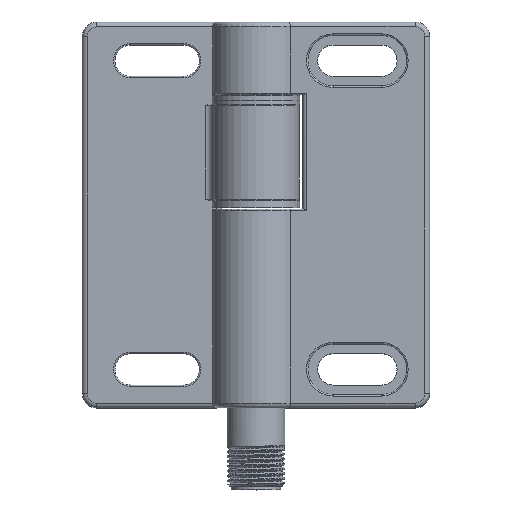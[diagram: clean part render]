
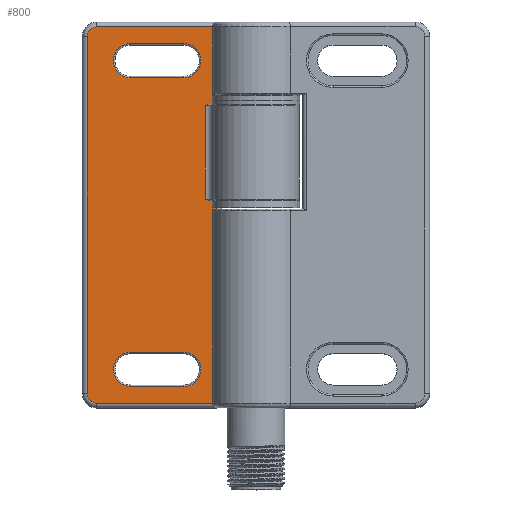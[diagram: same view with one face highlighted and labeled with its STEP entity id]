
A CAD part, top view. The second image highlights one B-rep face of the part: STEP entity #800.
In plain terms, the highlighted planar face has unit normal (0, 0, 1).
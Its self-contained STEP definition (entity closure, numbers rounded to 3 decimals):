
#92=CARTESIAN_POINT('',(10.,72.,4.45));
#93=DIRECTION('',(0.,0.,-1.));
#94=DIRECTION('',(0.,-1.,0.));
#95=AXIS2_PLACEMENT_3D('',#92,#93,#94);
#97=DIRECTION('',(-1.,0.,0.));
#98=VECTOR('',#97,11.);
#99=CARTESIAN_POINT('',(21.,68.45,4.45));
#100=LINE('',#99,#98);
#101=CARTESIAN_POINT('',(21.,72.,4.45));
#102=DIRECTION('',(0.,0.,-1.));
#103=DIRECTION('',(0.,1.,0.));
#104=AXIS2_PLACEMENT_3D('',#101,#102,#103);
#106=DIRECTION('',(1.,0.,0.));
#107=VECTOR('',#106,11.);
#108=CARTESIAN_POINT('',(10.,75.55,4.45));
#109=LINE('',#108,#107);
#110=CARTESIAN_POINT('',(10.,8.,4.45));
#111=DIRECTION('',(0.,0.,-1.));
#112=DIRECTION('',(0.,-1.,0.));
#113=AXIS2_PLACEMENT_3D('',#110,#111,#112);
#115=DIRECTION('',(-1.,0.,0.));
#116=VECTOR('',#115,11.);
#117=CARTESIAN_POINT('',(21.,4.45,4.45));
#118=LINE('',#117,#116);
#119=CARTESIAN_POINT('',(21.,8.,4.45));
#120=DIRECTION('',(0.,0.,-1.));
#121=DIRECTION('',(0.,1.,0.));
#122=AXIS2_PLACEMENT_3D('',#119,#120,#121);
#124=DIRECTION('',(1.,0.,0.));
#125=VECTOR('',#124,11.);
#126=CARTESIAN_POINT('',(10.,11.55,4.45));
#127=LINE('',#126,#125);
#128=DIRECTION('',(-1.,0.,0.));
#129=VECTOR('',#128,1.405);
#130=CARTESIAN_POINT('',(27.9,62.97,4.45));
#131=LINE('',#130,#129);
#132=DIRECTION('',(0.,-1.,0.));
#133=VECTOR('',#132,19.37);
#134=CARTESIAN_POINT('',(25.5,62.67,4.45));
#135=LINE('',#134,#133);
#136=DIRECTION('',(-1.,0.,0.));
#137=VECTOR('',#136,1.405);
#138=CARTESIAN_POINT('',(27.9,43.,4.45));
#139=LINE('',#138,#137);
#140=DIRECTION('',(0.,1.,0.));
#141=VECTOR('',#140,42.);
#142=CARTESIAN_POINT('',(27.9,1.,4.45));
#143=LINE('',#142,#141);
#144=DIRECTION('',(1.,0.,0.));
#145=VECTOR('',#144,24.9);
#146=CARTESIAN_POINT('',(3.,1.,4.45));
#147=LINE('',#146,#145);
#148=CARTESIAN_POINT('',(3.,3.,4.45));
#149=DIRECTION('',(0.,0.,1.));
#150=DIRECTION('',(-1.,0.,0.));
#151=AXIS2_PLACEMENT_3D('',#148,#149,#150);
#153=DIRECTION('',(0.,-1.,0.));
#154=VECTOR('',#153,74.);
#155=CARTESIAN_POINT('',(1.,77.,4.45));
#156=LINE('',#155,#154);
#157=CARTESIAN_POINT('',(3.,77.,4.45));
#158=DIRECTION('',(0.,0.,1.));
#159=DIRECTION('',(0.,1.,0.));
#160=AXIS2_PLACEMENT_3D('',#157,#158,#159);
#162=DIRECTION('',(-1.,0.,0.));
#163=VECTOR('',#162,24.9);
#164=CARTESIAN_POINT('',(27.9,79.,4.45));
#165=LINE('',#164,#163);
#166=DIRECTION('',(0.,1.,0.));
#167=VECTOR('',#166,16.03);
#168=CARTESIAN_POINT('',(27.9,62.97,4.45));
#169=LINE('',#168,#167);
#334=CARTESIAN_POINT('',(26.495,43.,4.45));
#335=CARTESIAN_POINT('',(26.422,43.,4.45));
#336=CARTESIAN_POINT('',(26.271,43.016,4.45));
#337=CARTESIAN_POINT('',(26.028,43.081,4.45));
#338=CARTESIAN_POINT('',(25.773,43.178,4.45));
#339=CARTESIAN_POINT('',(25.593,43.258,4.45));
#340=CARTESIAN_POINT('',(25.5,43.3,4.45));
#356=CARTESIAN_POINT('',(25.5,62.67,4.45));
#357=CARTESIAN_POINT('',(25.593,62.712,4.45));
#358=CARTESIAN_POINT('',(25.772,62.791,4.45));
#359=CARTESIAN_POINT('',(26.025,62.888,4.45));
#360=CARTESIAN_POINT('',(26.265,62.953,4.45));
#361=CARTESIAN_POINT('',(26.42,62.97,4.45));
#362=CARTESIAN_POINT('',(26.495,62.97,4.45));
#576=CARTESIAN_POINT('',(27.9,62.97,4.45));
#577=CARTESIAN_POINT('',(27.9,79.,4.45));
#578=VERTEX_POINT('',#576);
#579=VERTEX_POINT('',#577);
#582=CARTESIAN_POINT('',(3.,79.,4.45));
#583=VERTEX_POINT('',#582);
#586=CARTESIAN_POINT('',(1.,77.,4.45));
#587=VERTEX_POINT('',#586);
#590=CARTESIAN_POINT('',(1.,3.,4.45));
#591=VERTEX_POINT('',#590);
#594=CARTESIAN_POINT('',(3.,1.,4.45));
#595=VERTEX_POINT('',#594);
#598=CARTESIAN_POINT('',(27.9,1.,4.45));
#599=VERTEX_POINT('',#598);
#602=CARTESIAN_POINT('',(27.9,43.,4.45));
#603=VERTEX_POINT('',#602);
#604=CARTESIAN_POINT('',(10.,68.45,4.45));
#605=CARTESIAN_POINT('',(10.,75.55,4.45));
#606=VERTEX_POINT('',#604);
#607=VERTEX_POINT('',#605);
#612=CARTESIAN_POINT('',(21.,75.55,4.45));
#613=VERTEX_POINT('',#612);
#616=CARTESIAN_POINT('',(21.,68.45,4.45));
#617=VERTEX_POINT('',#616);
#620=CARTESIAN_POINT('',(10.,4.45,4.45));
#621=CARTESIAN_POINT('',(10.,11.55,4.45));
#622=VERTEX_POINT('',#620);
#623=VERTEX_POINT('',#621);
#628=CARTESIAN_POINT('',(21.,11.55,4.45));
#629=VERTEX_POINT('',#628);
#632=CARTESIAN_POINT('',(21.,4.45,4.45));
#633=VERTEX_POINT('',#632);
#637=CARTESIAN_POINT('',(25.5,43.3,4.45));
#639=VERTEX_POINT('',#637);
#641=CARTESIAN_POINT('',(26.495,43.,4.45));
#643=VERTEX_POINT('',#641);
#664=CARTESIAN_POINT('',(26.495,62.97,4.45));
#665=VERTEX_POINT('',#664);
#666=CARTESIAN_POINT('',(25.5,62.67,4.45));
#667=VERTEX_POINT('',#666);
#750=CARTESIAN_POINT('',(0.,0.,4.45));
#751=DIRECTION('',(0.,0.,1.));
#752=DIRECTION('',(1.,0.,0.));
#753=AXIS2_PLACEMENT_3D('',#750,#751,#752);
#754=PLANE('',#753);
#756=ORIENTED_EDGE('',*,*,#755,.T.);
#758=ORIENTED_EDGE('',*,*,#757,.F.);
#760=ORIENTED_EDGE('',*,*,#759,.T.);
#762=ORIENTED_EDGE('',*,*,#761,.F.);
#764=ORIENTED_EDGE('',*,*,#763,.F.);
#766=ORIENTED_EDGE('',*,*,#765,.F.);
#768=ORIENTED_EDGE('',*,*,#767,.F.);
#770=ORIENTED_EDGE('',*,*,#769,.F.);
#772=ORIENTED_EDGE('',*,*,#771,.F.);
#774=ORIENTED_EDGE('',*,*,#773,.F.);
#776=ORIENTED_EDGE('',*,*,#775,.F.);
#778=ORIENTED_EDGE('',*,*,#777,.F.);
#779=EDGE_LOOP('',(#756,#758,#760,#762,#764,#766,#768,#770,#772,#774,#776,
#778));
#780=FACE_OUTER_BOUND('',#779,.F.);
#781=ORIENTED_EDGE('',*,*,#740,.F.);
#783=ORIENTED_EDGE('',*,*,#782,.F.);
#785=ORIENTED_EDGE('',*,*,#784,.F.);
#787=ORIENTED_EDGE('',*,*,#786,.F.);
#788=EDGE_LOOP('',(#781,#783,#785,#787));
#789=FACE_BOUND('',#788,.F.);
#791=ORIENTED_EDGE('',*,*,#790,.F.);
#793=ORIENTED_EDGE('',*,*,#792,.F.);
#795=ORIENTED_EDGE('',*,*,#794,.F.);
#797=ORIENTED_EDGE('',*,*,#796,.F.);
#798=EDGE_LOOP('',(#791,#793,#795,#797));
#799=FACE_BOUND('',#798,.F.);
#800=ADVANCED_FACE('',(#780,#789,#799),#754,.T.);
#96=CIRCLE('',#95,3.55);
#105=CIRCLE('',#104,3.55);
#114=CIRCLE('',#113,3.55);
#123=CIRCLE('',#122,3.55);
#152=CIRCLE('',#151,2.);
#161=CIRCLE('',#160,2.);
#341=B_SPLINE_CURVE_WITH_KNOTS('',3,(#334,#335,#336,#337,#338,#339,#340),
.UNSPECIFIED.,.F.,.F.,(4,1,1,1,4),(0.,0.25,0.5,0.75,1.),
.UNSPECIFIED.);
#363=B_SPLINE_CURVE_WITH_KNOTS('',3,(#356,#357,#358,#359,#360,#361,#362),
.UNSPECIFIED.,.F.,.F.,(4,1,1,1,4),(0.,0.25,0.5,0.75,1.),
.UNSPECIFIED.);
#740=EDGE_CURVE('',#622,#623,#114,.T.);
#755=EDGE_CURVE('',#578,#665,#131,.T.);
#757=EDGE_CURVE('',#667,#665,#363,.T.);
#759=EDGE_CURVE('',#667,#639,#135,.T.);
#761=EDGE_CURVE('',#643,#639,#341,.T.);
#763=EDGE_CURVE('',#603,#643,#139,.T.);
#765=EDGE_CURVE('',#599,#603,#143,.T.);
#767=EDGE_CURVE('',#595,#599,#147,.T.);
#769=EDGE_CURVE('',#591,#595,#152,.T.);
#771=EDGE_CURVE('',#587,#591,#156,.T.);
#773=EDGE_CURVE('',#583,#587,#161,.T.);
#775=EDGE_CURVE('',#579,#583,#165,.T.);
#777=EDGE_CURVE('',#578,#579,#169,.T.);
#782=EDGE_CURVE('',#633,#622,#118,.T.);
#784=EDGE_CURVE('',#629,#633,#123,.T.);
#786=EDGE_CURVE('',#623,#629,#127,.T.);
#790=EDGE_CURVE('',#606,#607,#96,.T.);
#792=EDGE_CURVE('',#617,#606,#100,.T.);
#794=EDGE_CURVE('',#613,#617,#105,.T.);
#796=EDGE_CURVE('',#607,#613,#109,.T.);
